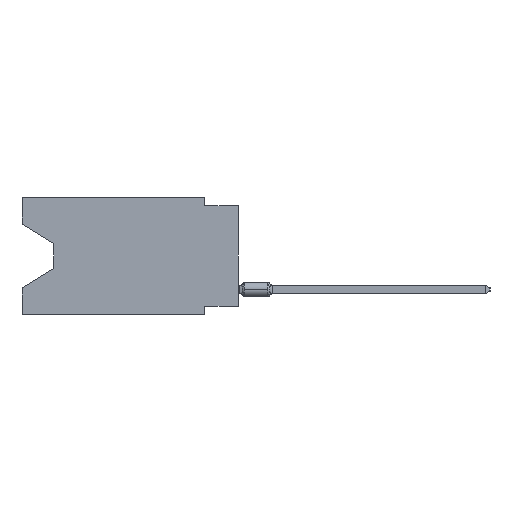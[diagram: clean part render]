
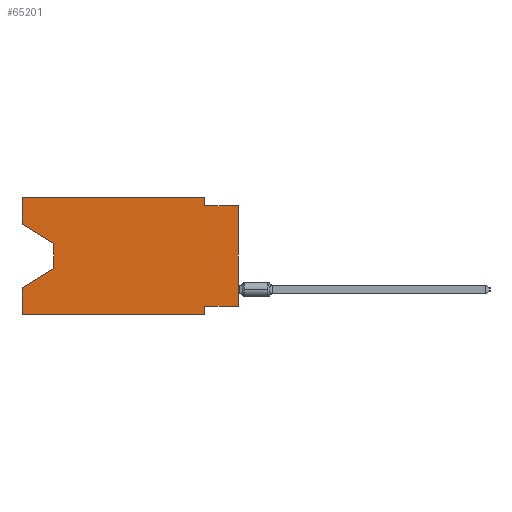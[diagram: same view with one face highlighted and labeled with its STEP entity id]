
A CAD part, left-side view. The second image highlights one B-rep face of the part: STEP entity #65201.
In plain terms, the highlighted planar face has unit normal (-1, 0, 0).
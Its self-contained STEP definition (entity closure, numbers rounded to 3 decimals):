
#324 = CARTESIAN_POINT ( 'NONE',  ( 0., 16.383, 0. ) ) ;
#734 = CARTESIAN_POINT ( 'NONE',  ( 0., 0., -0.635 ) ) ;
#1131 = VERTEX_POINT ( 'NONE', #64437 ) ;
#1513 = VECTOR ( 'NONE', #30994, 1000. ) ;
#1993 = ORIENTED_EDGE ( 'NONE', *, *, #64297, .T. ) ;
#5103 = CARTESIAN_POINT ( 'NONE',  ( 0., 2.54, 0. ) ) ;
#5347 = LINE ( 'NONE', #36138, #1513 ) ;
#5749 = CARTESIAN_POINT ( 'NONE',  ( 0., 13.97, -5.385 ) ) ;
#5839 = ORIENTED_EDGE ( 'NONE', *, *, #11734, .F. ) ;
#6211 = EDGE_LOOP ( 'NONE', ( #37093, #49238, #44382, #21460, #1993, #16276, #23424, #30993, #56332, #5839, #34192, #32979 ) ) ;
#6304 = EDGE_CURVE ( 'NONE', #18817, #27620, #51057, .T. ) ;
#6921 = CARTESIAN_POINT ( 'NONE',  ( 0., 2.54, -0.635 ) ) ;
#7409 = CARTESIAN_POINT ( 'NONE',  ( 0., 16.383, 0. ) ) ;
#7584 = VERTEX_POINT ( 'NONE', #21044 ) ;
#7962 = DIRECTION ( 'NONE',  ( 0., 0., -1. ) ) ;
#8034 = CARTESIAN_POINT ( 'NONE',  ( 0., 0., 0. ) ) ;
#11247 = VERTEX_POINT ( 'NONE', #6921 ) ;
#11734 = EDGE_CURVE ( 'NONE', #27620, #11247, #44795, .T. ) ;
#12006 = VERTEX_POINT ( 'NONE', #5749 ) ;
#12541 = PLANE ( 'NONE',  #31001 ) ;
#13666 = CARTESIAN_POINT ( 'NONE',  ( 0., 2.54, 0. ) ) ;
#14674 = DIRECTION ( 'NONE',  ( 0., 1., 0. ) ) ;
#14815 = CARTESIAN_POINT ( 'NONE',  ( 0., 16.383, 0. ) ) ;
#15151 = EDGE_CURVE ( 'NONE', #50111, #31510, #55430, .T. ) ;
#16022 = VERTEX_POINT ( 'NONE', #51051 ) ;
#16276 = ORIENTED_EDGE ( 'NONE', *, *, #51138, .F. ) ;
#18182 = DIRECTION ( 'NONE',  ( 0., 0., 1. ) ) ;
#18817 = VERTEX_POINT ( 'NONE', #324 ) ;
#19814 = LINE ( 'NONE', #61501, #29514 ) ;
#19868 = CARTESIAN_POINT ( 'NONE',  ( 0., 16.383, -2.038 ) ) ;
#20275 = LINE ( 'NONE', #57864, #34172 ) ;
#20287 = DIRECTION ( 'NONE',  ( 0., 0., -1. ) ) ;
#21044 = CARTESIAN_POINT ( 'NONE',  ( 0., 16.383, -2.038 ) ) ;
#21460 = ORIENTED_EDGE ( 'NONE', *, *, #15151, .F. ) ;
#22514 = EDGE_CURVE ( 'NONE', #1131, #12006, #59939, .T. ) ;
#23389 = CARTESIAN_POINT ( 'NONE',  ( 0., 0., -0.635 ) ) ;
#23424 = ORIENTED_EDGE ( 'NONE', *, *, #59682, .F. ) ;
#24410 = DIRECTION ( 'NONE',  ( 0., -1., 0. ) ) ;
#27620 = VERTEX_POINT ( 'NONE', #5103 ) ;
#28728 = EDGE_CURVE ( 'NONE', #11247, #52101, #47248, .T. ) ;
#29514 = VECTOR ( 'NONE', #14674, 1000. ) ;
#29666 = LINE ( 'NONE', #65924, #61206 ) ;
#30457 = LINE ( 'NONE', #19868, #62220 ) ;
#30859 = EDGE_CURVE ( 'NONE', #7584, #18817, #29666, .T. ) ;
#30993 = ORIENTED_EDGE ( 'NONE', *, *, #56410, .T. ) ;
#30994 = DIRECTION ( 'NONE',  ( 0., 0.855, -0.519 ) ) ;
#31001 = AXIS2_PLACEMENT_3D ( 'NONE', #7409, #53602, #32051 ) ;
#31510 = VERTEX_POINT ( 'NONE', #38086 ) ;
#32051 = DIRECTION ( 'NONE',  ( 0., 0., -1. ) ) ;
#32205 = DIRECTION ( 'NONE',  ( 0., -1., 0. ) ) ;
#32979 = ORIENTED_EDGE ( 'NONE', *, *, #30859, .F. ) ;
#33217 = VECTOR ( 'NONE', #20287, 1000. ) ;
#33627 = CARTESIAN_POINT ( 'NONE',  ( 0., 13.97, -3.505 ) ) ;
#33666 = CARTESIAN_POINT ( 'NONE',  ( 0., 16.383, -8.89 ) ) ;
#34172 = VECTOR ( 'NONE', #32205, 1000. ) ;
#34192 = ORIENTED_EDGE ( 'NONE', *, *, #6304, .F. ) ;
#36138 = CARTESIAN_POINT ( 'NONE',  ( 0., 13.97, -5.385 ) ) ;
#36304 = DIRECTION ( 'NONE',  ( 0., -1., 0. ) ) ;
#36334 = LINE ( 'NONE', #51402, #33217 ) ;
#37093 = ORIENTED_EDGE ( 'NONE', *, *, #57710, .T. ) ;
#38086 = CARTESIAN_POINT ( 'NONE',  ( 0., 16.383, -6.852 ) ) ;
#39646 = DIRECTION ( 'NONE',  ( 0., 0., -1. ) ) ;
#40709 = DIRECTION ( 'NONE',  ( 0., -0.855, -0.519 ) ) ;
#40920 = EDGE_CURVE ( 'NONE', #12006, #31510, #5347, .T. ) ;
#42233 = VECTOR ( 'NONE', #24410, 1000. ) ;
#43247 = VERTEX_POINT ( 'NONE', #62755 ) ;
#44283 = VERTEX_POINT ( 'NONE', #48086 ) ;
#44382 = ORIENTED_EDGE ( 'NONE', *, *, #40920, .T. ) ;
#44500 = CARTESIAN_POINT ( 'NONE',  ( 0., 16.383, 0. ) ) ;
#44795 = LINE ( 'NONE', #13666, #54642 ) ;
#45972 = DIRECTION ( 'NONE',  ( 0., 0., 1. ) ) ;
#47248 = LINE ( 'NONE', #734, #51308 ) ;
#48086 = CARTESIAN_POINT ( 'NONE',  ( 0., 2.54, -8.255 ) ) ;
#49238 = ORIENTED_EDGE ( 'NONE', *, *, #22514, .T. ) ;
#49497 = VECTOR ( 'NONE', #45972, 1000. ) ;
#50111 = VERTEX_POINT ( 'NONE', #33666 ) ;
#50527 = DIRECTION ( 'NONE',  ( 0., 0., 1. ) ) ;
#51051 = CARTESIAN_POINT ( 'NONE',  ( 0., 2.54, -8.89 ) ) ;
#51057 = LINE ( 'NONE', #14815, #42233 ) ;
#51138 = EDGE_CURVE ( 'NONE', #44283, #16022, #36334, .T. ) ;
#51308 = VECTOR ( 'NONE', #36304, 1000. ) ;
#51402 = CARTESIAN_POINT ( 'NONE',  ( 0., 2.54, -8.89 ) ) ;
#52101 = VERTEX_POINT ( 'NONE', #23389 ) ;
#53602 = DIRECTION ( 'NONE',  ( 1., 0., 0. ) ) ;
#54039 = VECTOR ( 'NONE', #7962, 1000. ) ;
#54642 = VECTOR ( 'NONE', #39646, 1000. ) ;
#54887 = LINE ( 'NONE', #8034, #49497 ) ;
#55430 = LINE ( 'NONE', #44500, #55447 ) ;
#55447 = VECTOR ( 'NONE', #18182, 1000. ) ;
#56332 = ORIENTED_EDGE ( 'NONE', *, *, #28728, .F. ) ;
#56410 = EDGE_CURVE ( 'NONE', #43247, #52101, #54887, .T. ) ;
#57710 = EDGE_CURVE ( 'NONE', #7584, #1131, #30457, .T. ) ;
#57864 = CARTESIAN_POINT ( 'NONE',  ( 0., 16.383, -8.89 ) ) ;
#59379 = FACE_OUTER_BOUND ( 'NONE', #6211, .T. ) ;
#59682 = EDGE_CURVE ( 'NONE', #43247, #44283, #19814, .T. ) ;
#59939 = LINE ( 'NONE', #33627, #54039 ) ;
#61206 = VECTOR ( 'NONE', #50527, 1000. ) ;
#61501 = CARTESIAN_POINT ( 'NONE',  ( 0., 0., -8.255 ) ) ;
#62220 = VECTOR ( 'NONE', #40709, 1000. ) ;
#62755 = CARTESIAN_POINT ( 'NONE',  ( 0., 0., -8.255 ) ) ;
#64297 = EDGE_CURVE ( 'NONE', #50111, #16022, #20275, .T. ) ;
#64437 = CARTESIAN_POINT ( 'NONE',  ( 0., 13.97, -3.505 ) ) ;
#65201 = ADVANCED_FACE ( 'NONE', ( #59379 ), #12541, .F. ) ;
#65924 = CARTESIAN_POINT ( 'NONE',  ( 0., 16.383, 0. ) ) ;
